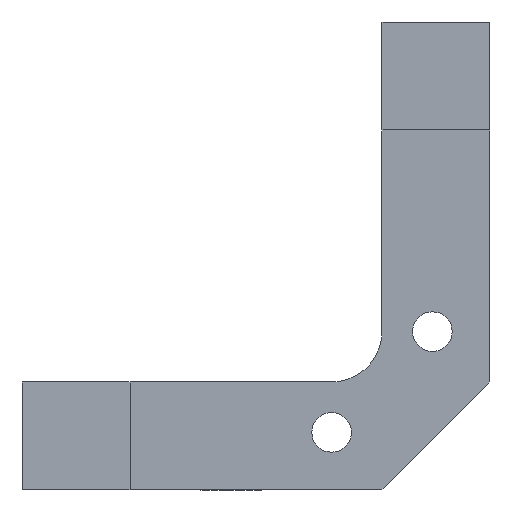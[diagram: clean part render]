
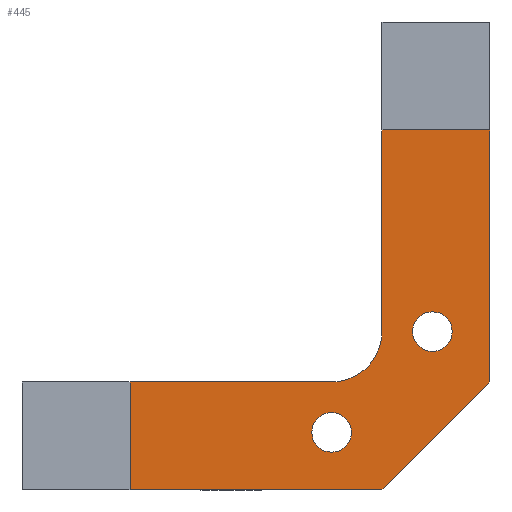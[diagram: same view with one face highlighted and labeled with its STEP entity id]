
A CAD part, left-side view. The second image highlights one B-rep face of the part: STEP entity #445.
In plain terms, the highlighted planar face has unit normal (-1, 0, 0).
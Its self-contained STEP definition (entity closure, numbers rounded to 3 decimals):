
#21=FACE_BOUND('',#87,.T.);
#22=FACE_BOUND('',#88,.T.);
#38=PLANE('',#489);
#58=FACE_OUTER_BOUND('',#86,.T.);
#86=EDGE_LOOP('',(#400,#401,#402,#403,#404,#405,#406,#407));
#87=EDGE_LOOP('',(#408));
#88=EDGE_LOOP('',(#409));
#94=LINE('',#627,#144);
#104=LINE('',#653,#154);
#115=LINE('',#674,#165);
#120=LINE('',#686,#170);
#127=LINE('',#697,#177);
#134=LINE('',#714,#184);
#140=LINE('',#725,#190);
#144=VECTOR('',#513,10.);
#154=VECTOR('',#533,10.);
#165=VECTOR('',#546,10.);
#170=VECTOR('',#553,10.);
#177=VECTOR('',#568,10.);
#184=VECTOR('',#581,10.);
#190=VECTOR('',#597,10.);
#199=CIRCLE('',#482,2.75);
#200=CIRCLE('',#490,7.);
#201=CIRCLE('',#491,2.75);
#206=VERTEX_POINT('',#625);
#207=VERTEX_POINT('',#626);
#218=VERTEX_POINT('',#652);
#227=VERTEX_POINT('',#672);
#232=VERTEX_POINT('',#683);
#233=VERTEX_POINT('',#685);
#234=VERTEX_POINT('',#699);
#239=VERTEX_POINT('',#711);
#240=VERTEX_POINT('',#713);
#241=VERTEX_POINT('',#728);
#248=EDGE_CURVE('',#206,#207,#94,.T.);
#261=EDGE_CURVE('',#207,#218,#104,.T.);
#272=EDGE_CURVE('',#227,#206,#115,.T.);
#277=EDGE_CURVE('',#233,#232,#120,.T.);
#284=EDGE_CURVE('',#232,#218,#127,.T.);
#285=EDGE_CURVE('',#234,#234,#199,.T.);
#292=EDGE_CURVE('',#240,#239,#134,.T.);
#298=EDGE_CURVE('',#227,#240,#140,.T.);
#299=EDGE_CURVE('',#239,#233,#200,.T.);
#300=EDGE_CURVE('',#241,#241,#201,.T.);
#400=ORIENTED_EDGE('',*,*,#248,.F.);
#401=ORIENTED_EDGE('',*,*,#272,.F.);
#402=ORIENTED_EDGE('',*,*,#298,.T.);
#403=ORIENTED_EDGE('',*,*,#292,.T.);
#404=ORIENTED_EDGE('',*,*,#299,.T.);
#405=ORIENTED_EDGE('',*,*,#277,.T.);
#406=ORIENTED_EDGE('',*,*,#284,.T.);
#407=ORIENTED_EDGE('',*,*,#261,.F.);
#408=ORIENTED_EDGE('',*,*,#285,.F.);
#409=ORIENTED_EDGE('',*,*,#300,.F.);
#445=ADVANCED_FACE('',(#58,#21,#22),#38,.T.);
#482=AXIS2_PLACEMENT_3D('',#700,#571,#572);
#489=AXIS2_PLACEMENT_3D('',#726,#598,#599);
#490=AXIS2_PLACEMENT_3D('',#727,#600,#601);
#491=AXIS2_PLACEMENT_3D('',#729,#602,#603);
#513=DIRECTION('',(0.,0.707,-0.707));
#533=DIRECTION('',(0.,1.,0.));
#546=DIRECTION('',(0.,0.,-1.));
#553=DIRECTION('',(0.,1.,0.));
#568=DIRECTION('',(0.,0.,-1.));
#571=DIRECTION('center_axis',(-1.,0.,0.));
#572=DIRECTION('ref_axis',(0.,0.,
-1.));
#581=DIRECTION('',(0.,0.,-1.));
#597=DIRECTION('',(0.,1.,0.));
#598=DIRECTION('center_axis',(-1.,0.,0.));
#599=DIRECTION('ref_axis',(0.,0.,1.));
#600=DIRECTION('center_axis',(1.,0.,0.));
#601=DIRECTION('ref_axis',(0.,0.,
-1.));
#602=DIRECTION('center_axis',(-1.,0.,0.));
#603=DIRECTION('ref_axis',(0.,0.,
-1.));
#625=CARTESIAN_POINT('',(619.878,-484.129,-285.575));
#626=CARTESIAN_POINT('',(619.878,-469.129,-300.575));
#627=CARTESIAN_POINT('',(619.878,-492.066,-277.637));
#652=CARTESIAN_POINT('',(619.878,-434.129,-300.575));
#653=CARTESIAN_POINT('',(619.878,-106.629,-300.575));
#672=CARTESIAN_POINT('',(619.878,-484.129,-250.575));
#674=CARTESIAN_POINT('',(619.878,-484.129,-129.2));
#683=CARTESIAN_POINT('',(619.878,-434.129,-285.575));
#685=CARTESIAN_POINT('',(619.878,-462.129,-285.575));
#686=CARTESIAN_POINT('',(619.878,-462.129,-285.575));
#697=CARTESIAN_POINT('',(619.878,-434.129,20.175));
#699=CARTESIAN_POINT('',(619.878,-462.129,-289.825));
#700=CARTESIAN_POINT('Origin',(619.878,-462.129,-292.575));
#711=CARTESIAN_POINT('',(619.878,-469.129,-278.575));
#713=CARTESIAN_POINT('',(619.878,-469.129,-250.575));
#714=CARTESIAN_POINT('',(619.878,-469.129,318.924));
#725=CARTESIAN_POINT('',(619.878,-342.129,-250.575));
#726=CARTESIAN_POINT('Origin',(619.878,-225.129,20.175));
#727=CARTESIAN_POINT('Origin',(619.878,-462.129,-278.575));
#728=CARTESIAN_POINT('',(619.878,-476.129,-275.825));
#729=CARTESIAN_POINT('Origin',(619.878,-476.129,-278.575));
